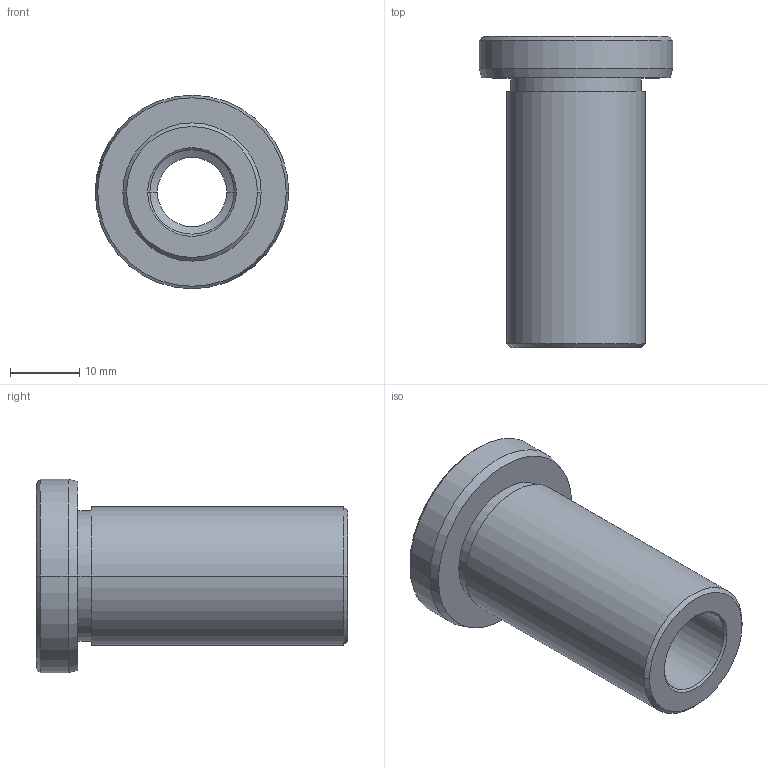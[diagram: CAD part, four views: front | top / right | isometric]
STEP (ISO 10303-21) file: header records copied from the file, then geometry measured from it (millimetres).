
FILE_DESCRIPTION(('STEP AP214'),'1');
FILE_NAME('HALDERN_EH_22350_1914.stp','2017-12-06T14:43:22',('TraceParts'),('TraceParts S.A.'),'Spatial InterOp 3D',' ',' ');
FILE_SCHEMA(('automotive_design'));
Length unit declared in the file: millimetre
Products named in the file (1): HALDERN_EH_22350_1914
Bounding box: 28 x 45 x 28 mm (x, y, z)
Volume: 11711.4 mm3; surface area: 5626.5 mm2
Topology: 1 solids, 1 shells, 34 faces, 72 edges, 40 vertices
Faces by surface type: cone 16, cylinder 14, plane 4
Entity records: 1174 total; most frequent: DIRECTION 176, CARTESIAN_POINT 143, ORIENTED_EDGE 136, AXIS2_PLACEMENT_3D 73, EDGE_CURVE 68, EDGE_LOOP 40, VERTEX_POINT 40, CIRCLE 38
